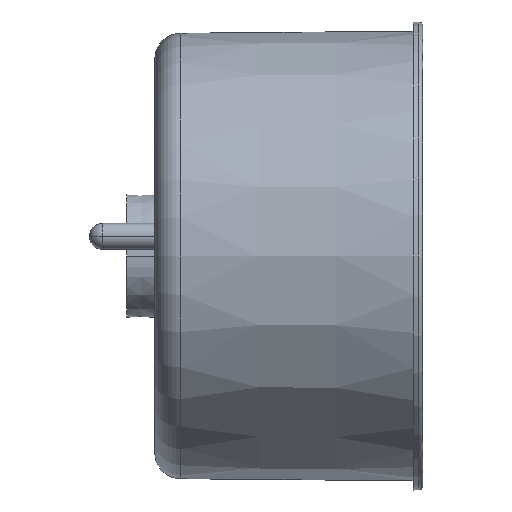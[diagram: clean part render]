
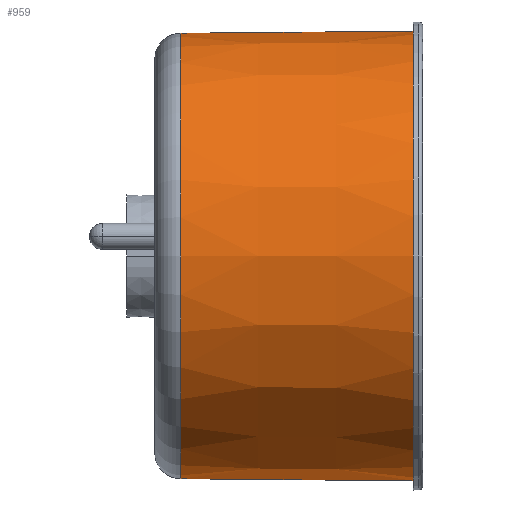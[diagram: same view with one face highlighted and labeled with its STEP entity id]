
A CAD part, left-side view. The second image highlights one B-rep face of the part: STEP entity #959.
In plain terms, the highlighted conical face has half-angle 0.5 degrees and reference radius 17.2 mm.
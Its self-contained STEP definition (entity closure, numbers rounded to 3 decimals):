
#97 = DIRECTION ( 'NONE',  ( 0., -1., 0. ) ) ;
#179 = CIRCLE ( 'NONE', #1454, 17.2 ) ;
#193 = CARTESIAN_POINT ( 'NONE',  ( 0., 0.7, 17.2 ) ) ;
#232 = DIRECTION ( 'NONE',  ( 0., 0., 1. ) ) ;
#256 = ORIENTED_EDGE ( 'NONE', *, *, #548, .F. ) ;
#265 = AXIS2_PLACEMENT_3D ( 'NONE', #838, #97, #232 ) ;
#266 = EDGE_CURVE ( 'NONE', #1458, #928, #403, .T. ) ;
#276 = EDGE_CURVE ( 'NONE', #928, #348, #422, .T. ) ;
#298 = VECTOR ( 'NONE', #1526, 1000. ) ;
#311 = CARTESIAN_POINT ( 'NONE',  ( 0., 18.517, -17.045 ) ) ;
#348 = VERTEX_POINT ( 'NONE', #561 ) ;
#403 = CIRCLE ( 'NONE', #407, 17.045 ) ;
#407 = AXIS2_PLACEMENT_3D ( 'NONE', #1128, #490, #881 ) ;
#422 = LINE ( 'NONE', #607, #298 ) ;
#487 = VECTOR ( 'NONE', #1262, 1000. ) ;
#490 = DIRECTION ( 'NONE',  ( 0., -1., 0. ) ) ;
#517 = CONICAL_SURFACE ( 'NONE', #265, 17.2, 0.009 ) ;
#518 = DIRECTION ( 'NONE',  ( 0., 0., 1. ) ) ;
#548 = EDGE_CURVE ( 'NONE', #1458, #922, #1093, .T. ) ;
#561 = CARTESIAN_POINT ( 'NONE',  ( 0., 0.7, -17.2 ) ) ;
#607 = CARTESIAN_POINT ( 'NONE',  ( 0., 0.7, -17.2 ) ) ;
#623 = DIRECTION ( 'NONE',  ( 0., 1., 0. ) ) ;
#751 = ORIENTED_EDGE ( 'NONE', *, *, #266, .T. ) ;
#837 = ORIENTED_EDGE ( 'NONE', *, *, #276, .T. ) ;
#838 = CARTESIAN_POINT ( 'NONE',  ( 0., 0.7, 0. ) ) ;
#868 = CARTESIAN_POINT ( 'NONE',  ( 0., 0.7, 17.2 ) ) ;
#881 = DIRECTION ( 'NONE',  ( 0., 0., -1. ) ) ;
#922 = VERTEX_POINT ( 'NONE', #193 ) ;
#928 = VERTEX_POINT ( 'NONE', #311 ) ;
#959 = ADVANCED_FACE ( 'NONE', ( #1518 ), #517, .T. ) ;
#1023 = CARTESIAN_POINT ( 'NONE',  ( 0., 0.7, 0. ) ) ;
#1093 = LINE ( 'NONE', #868, #487 ) ;
#1128 = CARTESIAN_POINT ( 'NONE',  ( 0., 18.517, 0. ) ) ;
#1262 = DIRECTION ( 'NONE',  ( 0., -1., 0.009 ) ) ;
#1359 = EDGE_CURVE ( 'NONE', #348, #922, #179, .T. ) ;
#1373 = EDGE_LOOP ( 'NONE', ( #751, #837, #1632, #256 ) ) ;
#1454 = AXIS2_PLACEMENT_3D ( 'NONE', #1023, #623, #518 ) ;
#1458 = VERTEX_POINT ( 'NONE', #1486 ) ;
#1486 = CARTESIAN_POINT ( 'NONE',  ( 0., 18.517, 17.045 ) ) ;
#1518 = FACE_OUTER_BOUND ( 'NONE', #1373, .T. ) ;
#1526 = DIRECTION ( 'NONE',  ( 0., -1., -0.009 ) ) ;
#1632 = ORIENTED_EDGE ( 'NONE', *, *, #1359, .T. ) ;
